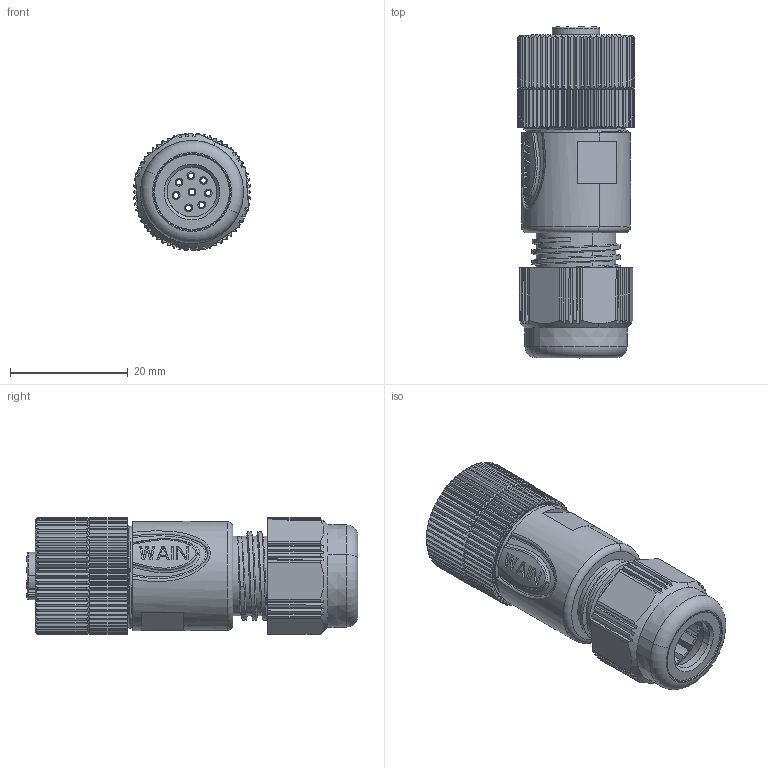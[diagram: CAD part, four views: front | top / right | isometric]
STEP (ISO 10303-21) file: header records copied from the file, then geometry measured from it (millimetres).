
FILE_DESCRIPTION((''),'2;1');
FILE_NAME('MANIFOLD_SOLID_BREP_54624','2017-06-30T',('y.wang'),(''),'PRO/ENGINEER BY PARAMETRIC TECHNOLOGY CORPORATION, 2012480','PRO/ENGINEER BY PARAMETRIC TECHNOLOGY CORPORATION, 2012480','');
FILE_SCHEMA(('CONFIG_CONTROL_DESIGN'));
Products named in the file (1): MANIFOLD_SOLID_BREP_54624
Bounding box: 20 x 56.27 x 20 mm (x, y, z)
Volume: 8027 mm3; surface area: 11184.7 mm2
Topology: 1 solids, 1 shells, 1461 faces, 3973 edges, 2561 vertices
Faces by surface type: plane 621, cylinder 381, cone 215, extrusion 136, bspline 59, torus 47, sphere 2
Entity records: 61107 total; most frequent: CARTESIAN_POINT 26149, ORIENTED_EDGE 7942, DIRECTION 6315, EDGE_CURVE 3971, VERTEX_POINT 2561, AXIS2_PLACEMENT_3D 2265, VECTOR 1785, LINE 1649
